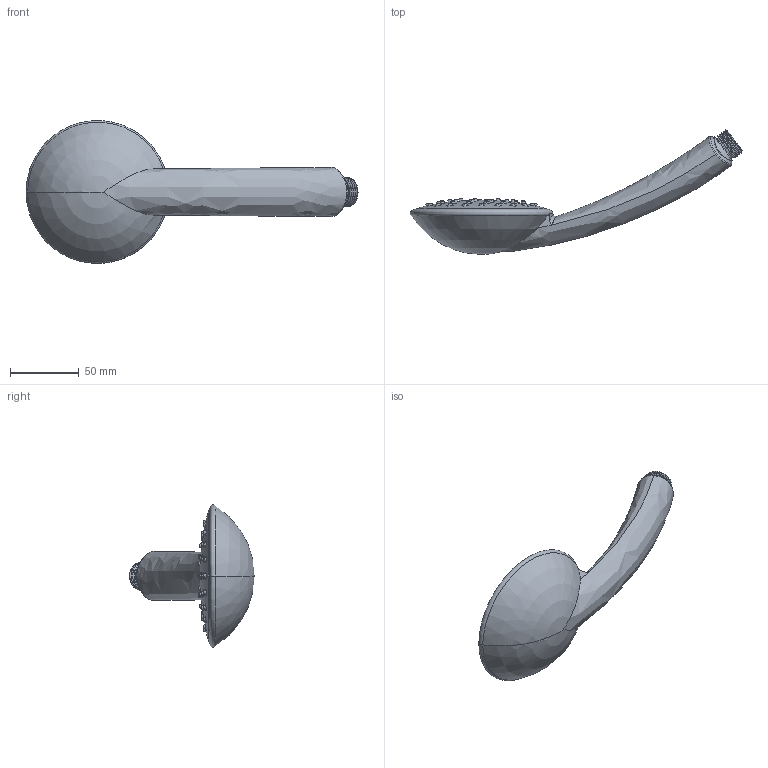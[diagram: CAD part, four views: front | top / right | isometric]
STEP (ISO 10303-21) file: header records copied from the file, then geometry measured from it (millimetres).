
FILE_DESCRIPTION((''),'2;1');
FILE_NAME('ZDOC085CR','2021-11-15T08:37:23',('ut3'),('PAFFONI SpA'),'CREO PARAMETRIC BY PTC INC, 2020044','CREO PARAMETRIC BY PTC INC, 2020044','');
FILE_SCHEMA(('CONFIG_CONTROL_DESIGN','SHAPE_APPEARANCE_LAYERS_GROUPS'));
Length unit declared in the file: millimetre
Products named in the file (1): ZDOC085CR
Bounding box: 241.97 x 90.93 x 104.03 mm (x, y, z)
Volume: 150476.5 mm3; surface area: 76734.4 mm2
Topology: 1 solids, 2 shells, 1401 faces, 3477 edges, 2238 vertices
Faces by surface type: cone 454, cylinder 257, bspline 243, sphere 168, plane 157, torus 120, revolution 2
Entity records: 89117 total; most frequent: CARTESIAN_POINT 58310, ORIENTED_EDGE 6920, DIRECTION 4769, EDGE_CURVE 3460, VERTEX_POINT 2238, AXIS2_PLACEMENT_3D 1978, B_SPLINE_CURVE_WITH_KNOTS 1830, EDGE_LOOP 1796
